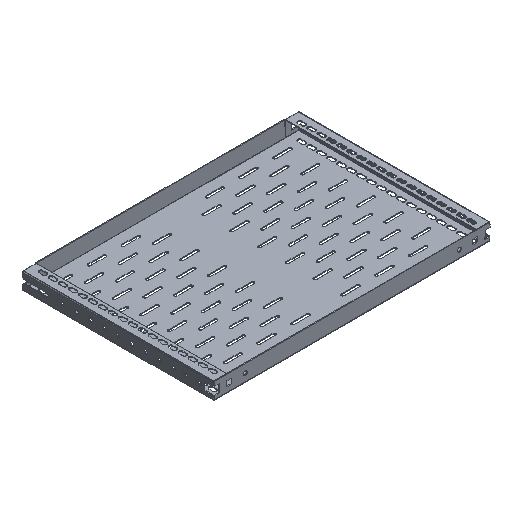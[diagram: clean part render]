
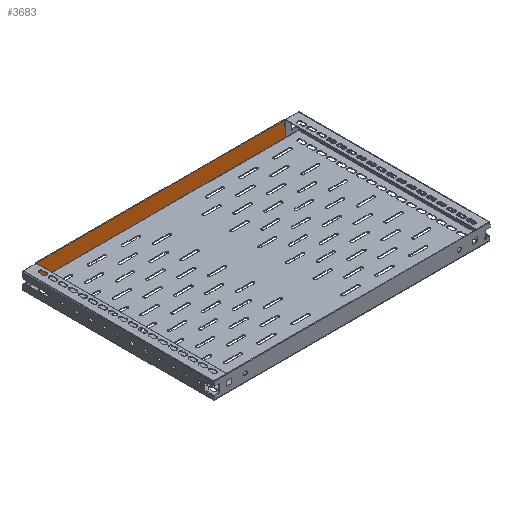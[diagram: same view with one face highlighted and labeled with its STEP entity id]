
A CAD part, isometric view. The second image highlights one B-rep face of the part: STEP entity #3683.
In plain terms, the highlighted planar face has unit normal (0, -1, 0).
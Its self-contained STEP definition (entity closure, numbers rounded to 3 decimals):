
#1355 = LINE ( 'NONE', #1356, #2587 ) ;
#1356 = CARTESIAN_POINT ( 'NONE',  ( 224., 171.75, 28.5 ) ) ;
#1357 = DIRECTION ( 'NONE',  ( 0., 0., -1. ) ) ;
#1358 = LINE ( 'NONE', #1360, #2608 ) ;
#1360 = CARTESIAN_POINT ( 'NONE',  ( -224., 171.75, 28.5 ) ) ;
#1361 = DIRECTION ( 'NONE',  ( 0., 0., 1. ) ) ;
#2108 = VECTOR ( 'NONE', #22405, 1000. ) ;
#2461 = VECTOR ( 'NONE', #18322, 1000. ) ;
#2587 = VECTOR ( 'NONE', #1357, 1000. ) ;
#2608 = VECTOR ( 'NONE', #1361, 1000. ) ;
#3683 = ADVANCED_FACE ( 'NONE', ( #22788 ), #22789, .T. ) ;
#4883 = EDGE_CURVE ( 'NONE', #11903, #11894, #18315, .T. ) ;
#4886 = EDGE_CURVE ( 'NONE', #11915, #11903, #1355, .T. ) ;
#4887 = EDGE_CURVE ( 'NONE', #11894, #11912, #1358, .T. ) ;
#5857 = EDGE_CURVE ( 'NONE', #11912, #11915, #22403, .T. ) ;
#10228 = AXIS2_PLACEMENT_3D ( 'NONE', #22780, #22791, #22792 ) ;
#11894 = VERTEX_POINT ( 'NONE', #28218 ) ;
#11903 = VERTEX_POINT ( 'NONE', #28232 ) ;
#11912 = VERTEX_POINT ( 'NONE', #28248 ) ;
#11915 = VERTEX_POINT ( 'NONE', #28253 ) ;
#13148 = ORIENTED_EDGE ( 'NONE', *, *, #4883, .F. ) ;
#13149 = ORIENTED_EDGE ( 'NONE', *, *, #4886, .F. ) ;
#13150 = ORIENTED_EDGE ( 'NONE', *, *, #5857, .F. ) ;
#13151 = ORIENTED_EDGE ( 'NONE', *, *, #4887, .F. ) ;
#14281 = EDGE_LOOP ( 'NONE', ( #13148, #13149, #13150, #13151 ) ) ;
#18315 = LINE ( 'NONE', #18321, #2461 ) ;
#18321 = CARTESIAN_POINT ( 'NONE',  ( 224., 171.75, 0.1 ) ) ;
#18322 = DIRECTION ( 'NONE',  ( -1., 0., 0. ) ) ;
#22403 = LINE ( 'NONE', #22404, #2108 ) ;
#22404 = CARTESIAN_POINT ( 'NONE',  ( 224., 171.75, 28.5 ) ) ;
#22405 = DIRECTION ( 'NONE',  ( 1., 0., 0. ) ) ;
#22780 = CARTESIAN_POINT ( 'NONE',  ( -224., 171.75, 28.5 ) ) ;
#22788 = FACE_OUTER_BOUND ( 'NONE', #14281, .T. ) ;
#22789 = PLANE ( 'NONE',  #10228 ) ;
#22791 = DIRECTION ( 'NONE',  ( 0., -1., 0. ) ) ;
#22792 = DIRECTION ( 'NONE',  ( 0., 0., -1. ) ) ;
#28218 = CARTESIAN_POINT ( 'NONE',  ( -224., 171.75, 0.1 ) ) ;
#28232 = CARTESIAN_POINT ( 'NONE',  ( 224., 171.75, 0.1 ) ) ;
#28248 = CARTESIAN_POINT ( 'NONE',  ( -224., 171.75, 28.5 ) ) ;
#28253 = CARTESIAN_POINT ( 'NONE',  ( 224., 171.75, 28.5 ) ) ;
